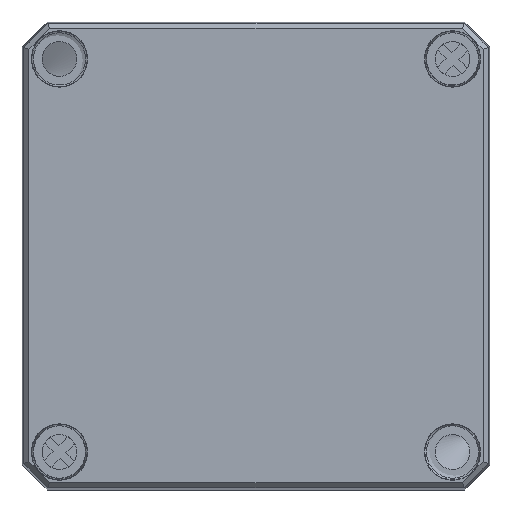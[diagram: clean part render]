
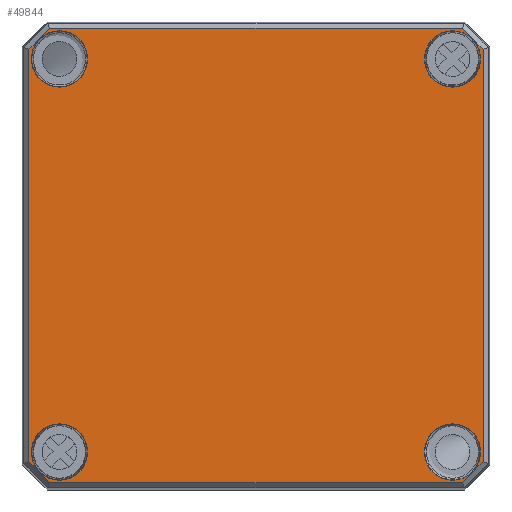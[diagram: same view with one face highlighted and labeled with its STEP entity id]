
A CAD part, top view. The second image highlights one B-rep face of the part: STEP entity #49844.
In plain terms, the highlighted planar face has unit normal (0, 0, 1).
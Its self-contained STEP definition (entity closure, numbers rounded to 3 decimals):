
#1841=CIRCLE('',#52893,5.672);
#1845=CIRCLE('',#52899,5.672);
#1846=CIRCLE('',#52900,5.672);
#1847=CIRCLE('',#52901,5.672);
#1848=CIRCLE('',#52902,5.672);
#1849=CIRCLE('',#52903,5.672);
#2754=FACE_BOUND('',#9330,.T.);
#2755=FACE_BOUND('',#9331,.T.);
#2756=FACE_BOUND('',#9332,.T.);
#2757=FACE_BOUND('',#9333,.T.);
#3698=PLANE('',#52898);
#6165=FACE_OUTER_BOUND('',#9329,.T.);
#9329=EDGE_LOOP('',(#43536,#43537,#43538,#43539,#43540,#43541,#43542,#43543));
#9330=EDGE_LOOP('',(#43544,#43545));
#9331=EDGE_LOOP('',(#43546,#43547));
#9332=EDGE_LOOP('',(#43548));
#9333=EDGE_LOOP('',(#43549));
#13238=LINE('',#89714,#17106);
#13239=LINE('',#89716,#17107);
#13240=LINE('',#89718,#17108);
#13241=LINE('',#89720,#17109);
#13242=LINE('',#89722,#17110);
#13243=LINE('',#89724,#17111);
#13244=LINE('',#89726,#17112);
#13245=LINE('',#89727,#17113);
#17106=VECTOR('',#61968,10.);
#17107=VECTOR('',#61969,10.);
#17108=VECTOR('',#61970,10.);
#17109=VECTOR('',#61971,10.);
#17110=VECTOR('',#61972,10.);
#17111=VECTOR('',#61973,10.);
#17112=VECTOR('',#61974,10.);
#17113=VECTOR('',#61975,10.);
#23537=VERTEX_POINT('',#89702);
#23540=VERTEX_POINT('',#89712);
#23541=VERTEX_POINT('',#89713);
#23542=VERTEX_POINT('',#89715);
#23543=VERTEX_POINT('',#89717);
#23544=VERTEX_POINT('',#89719);
#23545=VERTEX_POINT('',#89721);
#23546=VERTEX_POINT('',#89723);
#23547=VERTEX_POINT('',#89725);
#23548=VERTEX_POINT('',#89728);
#23549=VERTEX_POINT('',#89729);
#23550=VERTEX_POINT('',#89732);
#23551=VERTEX_POINT('',#89733);
#23552=VERTEX_POINT('',#89736);
#30292=EDGE_CURVE('',#23537,#23537,#1841,.T.);
#30297=EDGE_CURVE('',#23540,#23541,#13238,.T.);
#30298=EDGE_CURVE('',#23542,#23540,#13239,.T.);
#30299=EDGE_CURVE('',#23543,#23542,#13240,.T.);
#30300=EDGE_CURVE('',#23544,#23543,#13241,.T.);
#30301=EDGE_CURVE('',#23545,#23544,#13242,.T.);
#30302=EDGE_CURVE('',#23546,#23545,#13243,.T.);
#30303=EDGE_CURVE('',#23547,#23546,#13244,.T.);
#30304=EDGE_CURVE('',#23541,#23547,#13245,.T.);
#30305=EDGE_CURVE('',#23548,#23549,#1845,.T.);
#30306=EDGE_CURVE('',#23549,#23548,#1846,.T.);
#30307=EDGE_CURVE('',#23550,#23551,#1847,.T.);
#30308=EDGE_CURVE('',#23551,#23550,#1848,.T.);
#30309=EDGE_CURVE('',#23552,#23552,#1849,.T.);
#43536=ORIENTED_EDGE('',*,*,#30297,.F.);
#43537=ORIENTED_EDGE('',*,*,#30298,.F.);
#43538=ORIENTED_EDGE('',*,*,#30299,.F.);
#43539=ORIENTED_EDGE('',*,*,#30300,.F.);
#43540=ORIENTED_EDGE('',*,*,#30301,.F.);
#43541=ORIENTED_EDGE('',*,*,#30302,.F.);
#43542=ORIENTED_EDGE('',*,*,#30303,.F.);
#43543=ORIENTED_EDGE('',*,*,#30304,.F.);
#43544=ORIENTED_EDGE('',*,*,#30305,.F.);
#43545=ORIENTED_EDGE('',*,*,#30306,.F.);
#43546=ORIENTED_EDGE('',*,*,#30307,.F.);
#43547=ORIENTED_EDGE('',*,*,#30308,.F.);
#43548=ORIENTED_EDGE('',*,*,#30309,.F.);
#43549=ORIENTED_EDGE('',*,*,#30292,.F.);
#49844=ADVANCED_FACE('',(#6165,#2754,#2755,#2756,#2757),#3698,.T.);
#52893=AXIS2_PLACEMENT_3D('',#89703,#61955,#61956);
#52898=AXIS2_PLACEMENT_3D('',#89711,#61966,#61967);
#52899=AXIS2_PLACEMENT_3D('',#89730,#61976,#61977);
#52900=AXIS2_PLACEMENT_3D('',#89731,#61978,#61979);
#52901=AXIS2_PLACEMENT_3D('',#89734,#61980,#61981);
#52902=AXIS2_PLACEMENT_3D('',#89735,#61982,#61983);
#52903=AXIS2_PLACEMENT_3D('',#89737,#61984,#61985);
#61955=DIRECTION('center_axis',(0.,0.,1.));
#61956=DIRECTION('ref_axis',(-1.,0.,0.));
#61966=DIRECTION('center_axis',(0.,0.,1.));
#61967=DIRECTION('ref_axis',(1.,0.,0.));
#61968=DIRECTION('',(0.707,-0.707,0.));
#61969=DIRECTION('',(1.,0.,0.));
#61970=DIRECTION('',(0.707,0.707,0.));
#61971=DIRECTION('',(0.,1.,0.));
#61972=DIRECTION('',(-0.707,0.707,0.));
#61973=DIRECTION('',(-1.,0.,0.));
#61974=DIRECTION('',(-0.707,-0.707,0.));
#61975=DIRECTION('',(0.,-1.,0.));
#61976=DIRECTION('center_axis',(0.,0.,1.));
#61977=DIRECTION('ref_axis',(1.,0.,0.));
#61978=DIRECTION('center_axis',(0.,0.,1.));
#61979=DIRECTION('ref_axis',(1.,0.,0.));
#61980=DIRECTION('center_axis',(0.,0.,1.));
#61981=DIRECTION('ref_axis',(1.,0.,0.));
#61982=DIRECTION('center_axis',(0.,0.,1.));
#61983=DIRECTION('ref_axis',(1.,0.,0.));
#61984=DIRECTION('center_axis',(0.,0.,1.));
#61985=DIRECTION('ref_axis',(-1.,0.,0.));
#89702=CARTESIAN_POINT('',(-33.828,39.5,39.));
#89703=CARTESIAN_POINT('Origin',(-39.5,39.5,39.));
#89711=CARTESIAN_POINT('Origin',(0.,0.,
39.));
#89712=CARTESIAN_POINT('',(41.445,45.66,39.));
#89713=CARTESIAN_POINT('',(45.66,41.445,39.));
#89714=CARTESIAN_POINT('',(42.302,44.802,39.));
#89715=CARTESIAN_POINT('',(-41.445,45.66,39.));
#89716=CARTESIAN_POINT('',(-21.,45.66,39.));
#89717=CARTESIAN_POINT('',(-45.66,41.445,39.));
#89718=CARTESIAN_POINT('',(-44.802,42.302,39.));
#89719=CARTESIAN_POINT('',(-45.66,-41.445,39.));
#89720=CARTESIAN_POINT('',(-45.66,-21.,39.));
#89721=CARTESIAN_POINT('',(-41.445,-45.66,39.));
#89722=CARTESIAN_POINT('',(-42.302,-44.802,39.));
#89723=CARTESIAN_POINT('',(41.445,-45.66,39.));
#89724=CARTESIAN_POINT('',(21.,-45.66,39.));
#89725=CARTESIAN_POINT('',(45.66,-41.445,39.));
#89726=CARTESIAN_POINT('',(44.802,-42.302,39.));
#89727=CARTESIAN_POINT('',(45.66,21.,39.));
#89728=CARTESIAN_POINT('',(33.828,39.5,39.));
#89729=CARTESIAN_POINT('',(45.172,39.5,39.));
#89730=CARTESIAN_POINT('Origin',(39.5,39.5,39.));
#89731=CARTESIAN_POINT('Origin',(39.5,39.5,39.));
#89732=CARTESIAN_POINT('',(33.828,-39.5,39.));
#89733=CARTESIAN_POINT('',(45.172,-39.5,39.));
#89734=CARTESIAN_POINT('Origin',(39.5,-39.5,39.));
#89735=CARTESIAN_POINT('Origin',(39.5,-39.5,39.));
#89736=CARTESIAN_POINT('',(-33.828,-39.5,39.));
#89737=CARTESIAN_POINT('Origin',(-39.5,-39.5,39.));
